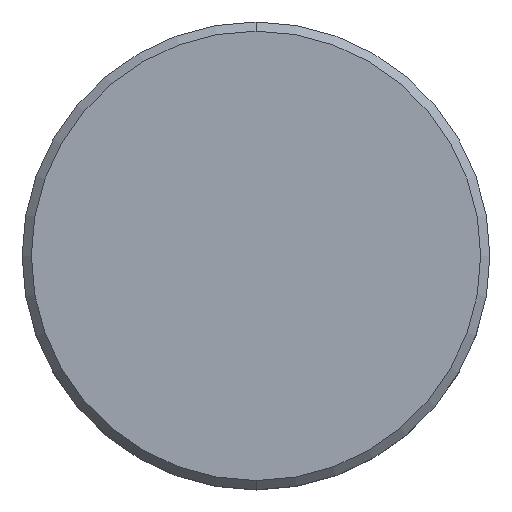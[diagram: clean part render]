
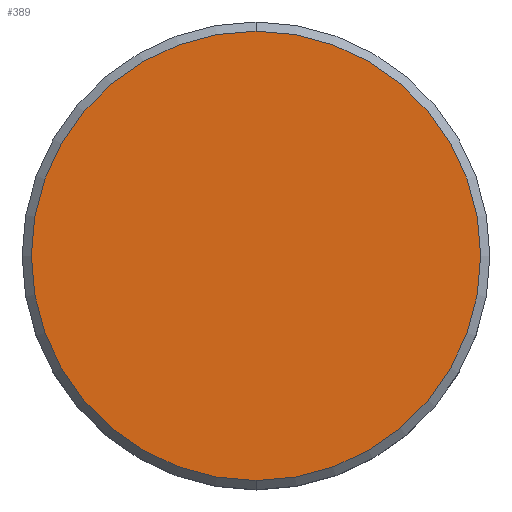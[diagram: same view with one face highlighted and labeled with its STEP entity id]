
A CAD part, top view. The second image highlights one B-rep face of the part: STEP entity #389.
In plain terms, the highlighted planar face has unit normal (0, 0, 1).
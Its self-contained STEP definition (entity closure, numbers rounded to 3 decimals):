
#46 = DIRECTION ( 'NONE',  ( 0., 1., 0. ) ) ;
#52 = EDGE_CURVE ( 'NONE', #652, #73, #183, .T. ) ;
#63 = CARTESIAN_POINT ( 'NONE',  ( 0., 0., 57.15 ) ) ;
#73 = VERTEX_POINT ( 'NONE', #490 ) ;
#84 = FACE_OUTER_BOUND ( 'NONE', #680, .T. ) ;
#89 = ORIENTED_EDGE ( 'NONE', *, *, #52, .T. ) ;
#104 = AXIS2_PLACEMENT_3D ( 'NONE', #346, #701, #46 ) ;
#129 = CARTESIAN_POINT ( 'NONE',  ( 0., 0., 57.15 ) ) ;
#132 = DIRECTION ( 'NONE',  ( 0., -1., 0. ) ) ;
#183 = CIRCLE ( 'NONE', #239, 18.3 ) ;
#239 = AXIS2_PLACEMENT_3D ( 'NONE', #129, #246, #132 ) ;
#246 = DIRECTION ( 'NONE',  ( 0., 0., 1. ) ) ;
#278 = CIRCLE ( 'NONE', #432, 18.3 ) ;
#346 = CARTESIAN_POINT ( 'NONE',  ( 0., 18.3, 57.15 ) ) ;
#355 = ORIENTED_EDGE ( 'NONE', *, *, #365, .T. ) ;
#360 = PLANE ( 'NONE',  #104 ) ;
#365 = EDGE_CURVE ( 'NONE', #73, #652, #278, .T. ) ;
#389 = ADVANCED_FACE ( 'NONE', ( #84 ), #360, .F. ) ;
#424 = DIRECTION ( 'NONE',  ( 0., 0., 1. ) ) ;
#432 = AXIS2_PLACEMENT_3D ( 'NONE', #63, #424, #524 ) ;
#478 = CARTESIAN_POINT ( 'NONE',  ( 0., -18.3, 57.15 ) ) ;
#490 = CARTESIAN_POINT ( 'NONE',  ( 0., 18.3, 57.15 ) ) ;
#524 = DIRECTION ( 'NONE',  ( 0., -1., 0. ) ) ;
#652 = VERTEX_POINT ( 'NONE', #478 ) ;
#680 = EDGE_LOOP ( 'NONE', ( #355, #89 ) ) ;
#701 = DIRECTION ( 'NONE',  ( 0., 0., -1. ) ) ;
